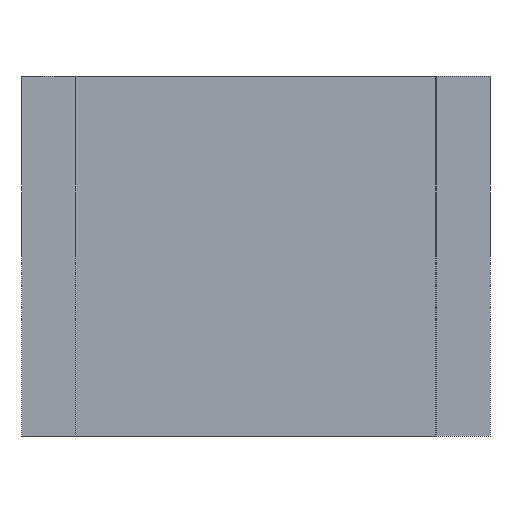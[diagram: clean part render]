
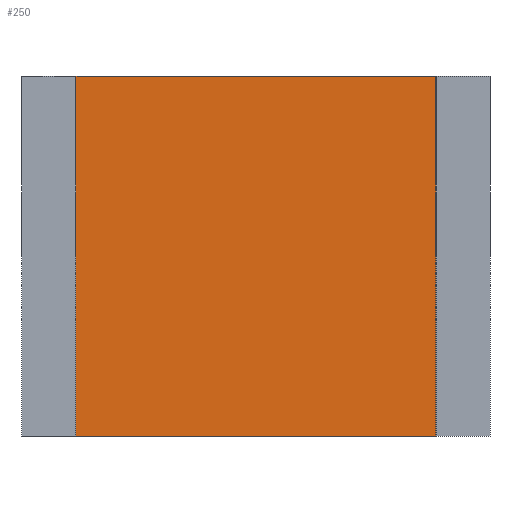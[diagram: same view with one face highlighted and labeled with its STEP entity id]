
A CAD part, left-side view. The second image highlights one B-rep face of the part: STEP entity #250.
In plain terms, the highlighted planar face has unit normal (-1, 0, 0).
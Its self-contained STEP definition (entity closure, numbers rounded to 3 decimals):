
#6 = VECTOR ( 'NONE', #134, 1000. ) ;
#15 = CARTESIAN_POINT ( 'NONE',  ( -95., 10., 20. ) ) ;
#40 = CARTESIAN_POINT ( 'NONE',  ( -95., -10., 20. ) ) ;
#74 = ORIENTED_EDGE ( 'NONE', *, *, #340, .T. ) ;
#75 = CARTESIAN_POINT ( 'NONE',  ( -95., -10., 0. ) ) ;
#79 = EDGE_LOOP ( 'NONE', ( #428, #234, #357, #74 ) ) ;
#88 = VERTEX_POINT ( 'NONE', #75 ) ;
#118 = CARTESIAN_POINT ( 'NONE',  ( -95., 10., 20. ) ) ;
#121 = PLANE ( 'NONE',  #319 ) ;
#123 = DIRECTION ( 'NONE',  ( 0., 0., -1. ) ) ;
#125 = LINE ( 'NONE', #15, #165 ) ;
#132 = CARTESIAN_POINT ( 'NONE',  ( -95., -10., 20. ) ) ;
#134 = DIRECTION ( 'NONE',  ( 0., -1., 0. ) ) ;
#144 = VECTOR ( 'NONE', #363, 1000. ) ;
#165 = VECTOR ( 'NONE', #197, 1000. ) ;
#178 = VECTOR ( 'NONE', #217, 1000. ) ;
#182 = VERTEX_POINT ( 'NONE', #213 ) ;
#188 = EDGE_CURVE ( 'NONE', #182, #88, #270, .T. ) ;
#197 = DIRECTION ( 'NONE',  ( 0., 0., -1. ) ) ;
#213 = CARTESIAN_POINT ( 'NONE',  ( -95., 10., 0. ) ) ;
#216 = CARTESIAN_POINT ( 'NONE',  ( -95., -10., 20. ) ) ;
#217 = DIRECTION ( 'NONE',  ( 0., -1., 0. ) ) ;
#232 = FACE_OUTER_BOUND ( 'NONE', #79, .T. ) ;
#234 = ORIENTED_EDGE ( 'NONE', *, *, #288, .F. ) ;
#250 = ADVANCED_FACE ( 'NONE', ( #232 ), #121, .F. ) ;
#256 = VERTEX_POINT ( 'NONE', #118 ) ;
#270 = LINE ( 'NONE', #280, #178 ) ;
#278 = LINE ( 'NONE', #216, #144 ) ;
#280 = CARTESIAN_POINT ( 'NONE',  ( -95., -10., 0. ) ) ;
#288 = EDGE_CURVE ( 'NONE', #465, #88, #278, .T. ) ;
#319 = AXIS2_PLACEMENT_3D ( 'NONE', #40, #359, #123 ) ;
#340 = EDGE_CURVE ( 'NONE', #256, #182, #125, .T. ) ;
#357 = ORIENTED_EDGE ( 'NONE', *, *, #455, .F. ) ;
#359 = DIRECTION ( 'NONE',  ( 1., 0., 0. ) ) ;
#363 = DIRECTION ( 'NONE',  ( 0., 0., -1. ) ) ;
#381 = CARTESIAN_POINT ( 'NONE',  ( -95., -10., 20. ) ) ;
#386 = LINE ( 'NONE', #381, #6 ) ;
#428 = ORIENTED_EDGE ( 'NONE', *, *, #188, .T. ) ;
#455 = EDGE_CURVE ( 'NONE', #256, #465, #386, .T. ) ;
#465 = VERTEX_POINT ( 'NONE', #132 ) ;
